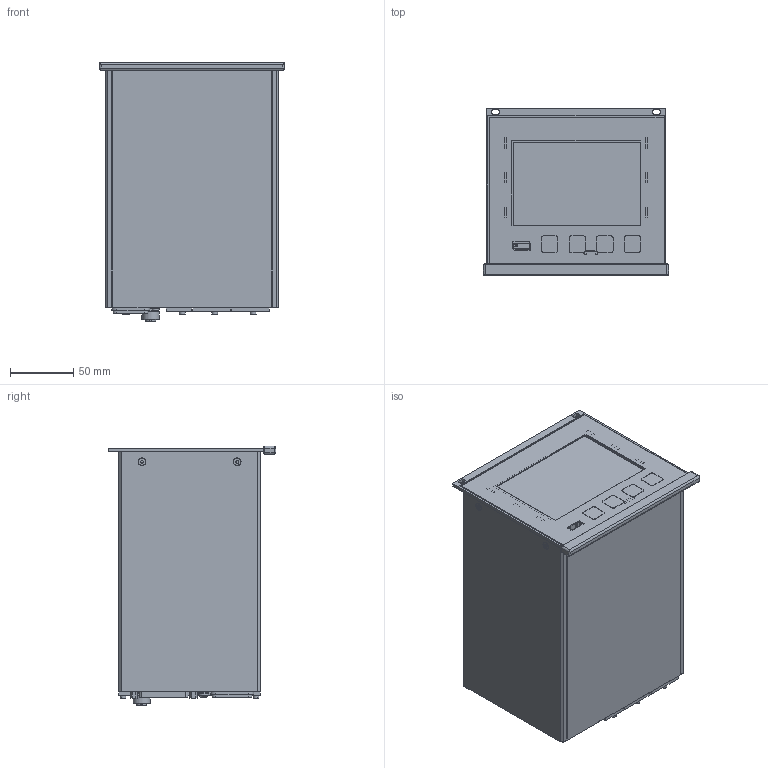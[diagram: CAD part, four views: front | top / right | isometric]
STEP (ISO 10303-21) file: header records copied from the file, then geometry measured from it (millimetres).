
FILE_DESCRIPTION(/* description */ (''),/* implementation_level */ '2;1');
FILE_NAME(/* name */ 'Bauteil7.stp',/* time_stamp */ '2021-03-22T15:20:21+01:00',/* author */ ('mart006'),/* organization */ (''),/* preprocessor_version */ 'ST-DEVELOPER v18.1',/* originating_system */ 'Autodesk Inventor 2021',/* authorisation */ '');
FILE_SCHEMA (('AUTOMOTIVE_DESIGN { 1 0 10303 214 3 1 1 }'));
Products named in the file (1): Bauteil7
Bounding box: 146 x 132.4 x 204.95 mm (x, y, z)
Volume: 384220.3 mm3; surface area: 315739.2 mm2
Topology: 1 solids, 19 shells, 5395 faces, 15000 edges, 9586 vertices
Faces by surface type: plane 3377, cylinder 1623, torus 123, cone 119, bspline 81, sphere 72
Full cylindrical faces by diameter (mm): 0.2 x1, 0.889 x16, 1 x34, 1.1 x4, 1.295 x5, 1.4 x5, 1.5 x2, 1.54 x50, 1.651 x2, 1.9 x10, 2 x6, 2.1 x2, 2.156 x2, 2.286 x2, 2.3 x1, 2.35 x2, 2.459 x10, 2.5 x12, 2.7 x6, 2.75 x4, 2.845 x2, 3 x9, 3.1 x4, 3.2 x6, 3.25 x2, 3.3 x3, 3.4 x6, 3.5 x1, 4 x2, 4.3 x1
Entity records: 181606 total; most frequent: CARTESIAN_POINT 34528, ORIENTED_EDGE 29876, DIRECTION 29577, EDGE_CURVE 14938, LINE 10411, VECTOR 10411, VERTEX_POINT 9586, AXIS2_PLACEMENT_3D 9583
